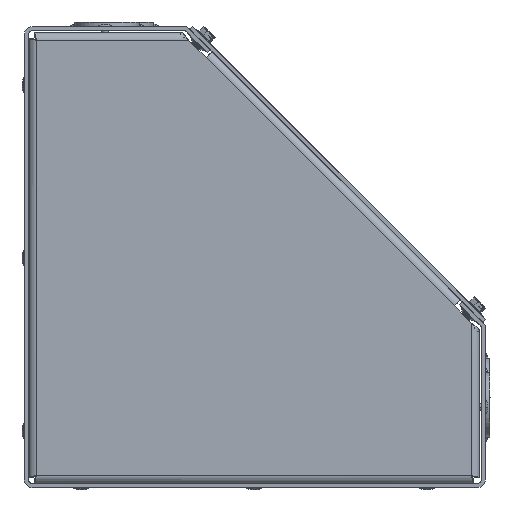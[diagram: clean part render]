
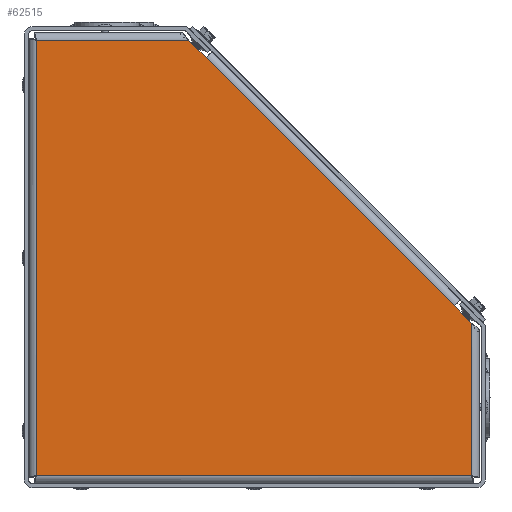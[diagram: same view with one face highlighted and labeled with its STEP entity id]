
A CAD part, left-side view. The second image highlights one B-rep face of the part: STEP entity #62515.
In plain terms, the highlighted face is planar.
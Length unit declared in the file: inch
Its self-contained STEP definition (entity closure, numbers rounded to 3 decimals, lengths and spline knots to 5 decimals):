
#7674 = VECTOR ( 'NONE', #47581, 39.37008 ) ;
#7872 = CARTESIAN_POINT ( 'NONE',  ( 0.0625, 3.01752, -0.54277 ) ) ;
#8207 = VECTOR ( 'NONE', #80250, 39.37008 ) ;
#8477 = DIRECTION ( 'NONE',  ( 1., 0., 0. ) ) ;
#13779 = DIRECTION ( 'NONE',  ( 0., -0.707, 0.707 ) ) ;
#13834 = EDGE_CURVE ( 'NONE', #145845, #109276, #116866, .T. ) ;
#15776 = EDGE_CURVE ( 'NONE', #121989, #100161, #97043, .T. ) ;
#16885 = DIRECTION ( 'NONE',  ( 0., 1., 0. ) ) ;
#20163 = CARTESIAN_POINT ( 'NONE',  ( 0.0625, 3.27442, -4.58908 ) ) ;
#20251 = CARTESIAN_POINT ( 'NONE',  ( 0.0625, 7.32073, -4.84598 ) ) ;
#21335 = LINE ( 'NONE', #24369, #71223 ) ;
#23787 = CARTESIAN_POINT ( 'NONE',  ( 0.0625, 3.0258, -0.53449 ) ) ;
#23999 = EDGE_CURVE ( 'NONE', #74277, #109276, #55354, .T. ) ;
#24369 = CARTESIAN_POINT ( 'NONE',  ( 0.0625, 3.27442, -0.24175 ) ) ;
#25667 = LINE ( 'NONE', #148510, #128654 ) ;
#26721 = CARTESIAN_POINT ( 'NONE',  ( 0.0625, 3.01752, -0.54277 ) ) ;
#27480 = LINE ( 'NONE', #26721, #92639 ) ;
#27683 = ORIENTED_EDGE ( 'NONE', *, *, #64748, .F. ) ;
#28568 = EDGE_CURVE ( 'NONE', #100161, #29561, #25667, .T. ) ;
#28691 = ORIENTED_EDGE ( 'NONE', *, *, #83750, .T. ) ;
#28929 = EDGE_CURVE ( 'NONE', #38726, #145373, #21335, .T. ) ;
#29561 = VERTEX_POINT ( 'NONE', #99663 ) ;
#30843 = DIRECTION ( 'NONE',  ( 0., 0., 1. ) ) ;
#31524 = VECTOR ( 'NONE', #40434, 39.37008 ) ;
#37754 = EDGE_CURVE ( 'NONE', #145373, #121989, #94035, .T. ) ;
#37929 = CARTESIAN_POINT ( 'NONE',  ( 0.0625, 3.27442, -7.7895 ) ) ;
#38726 = VERTEX_POINT ( 'NONE', #87486 ) ;
#40434 = DIRECTION ( 'NONE',  ( 0., -0.707, -0.707 ) ) ;
#43487 = VECTOR ( 'NONE', #13779, 39.37008 ) ;
#47581 = DIRECTION ( 'NONE',  ( 0., -0.707, 0.707 ) ) ;
#52090 = LINE ( 'NONE', #99614, #31524 ) ;
#52277 = EDGE_CURVE ( 'NONE', #29561, #80308, #145354, .T. ) ;
#52344 = ORIENTED_EDGE ( 'NONE', *, *, #28568, .T. ) ;
#55354 = LINE ( 'NONE', #91943, #8207 ) ;
#55947 = DIRECTION ( 'NONE',  ( 0., -1., 0. ) ) ;
#59701 = CARTESIAN_POINT ( 'NONE',  ( 0.0625, 7.62175, -5.147 ) ) ;
#62515 = ADVANCED_FACE ( 'NONE', ( #139306 ), #80879, .T. ) ;
#62531 = DIRECTION ( 'NONE',  ( 0., -0.707, 0.707 ) ) ;
#64748 = EDGE_CURVE ( 'NONE', #145845, #80308, #52090, .T. ) ;
#66564 = ORIENTED_EDGE ( 'NONE', *, *, #52277, .T. ) ;
#71223 = VECTOR ( 'NONE', #130282, 39.37008 ) ;
#74277 = VERTEX_POINT ( 'NONE', #7872 ) ;
#79613 = ORIENTED_EDGE ( 'NONE', *, *, #37754, .T. ) ;
#80250 = DIRECTION ( 'NONE',  ( 0., 0.707, 0.707 ) ) ;
#80308 = VERTEX_POINT ( 'NONE', #20251 ) ;
#80879 = PLANE ( 'NONE',  #110703 ) ;
#81902 = CARTESIAN_POINT ( 'NONE',  ( 0.0625, 7.32901, -4.8377 ) ) ;
#83750 = EDGE_CURVE ( 'NONE', #74277, #38726, #27480, .T. ) ;
#87486 = CARTESIAN_POINT ( 'NONE',  ( 0.0625, 2.7165, -0.24175 ) ) ;
#91943 = CARTESIAN_POINT ( 'NONE',  ( 0.0625, 3.01752, -0.54277 ) ) ;
#92639 = VECTOR ( 'NONE', #62531, 39.37008 ) ;
#94035 = LINE ( 'NONE', #141583, #128604 ) ;
#97043 = LINE ( 'NONE', #37929, #130443 ) ;
#99614 = CARTESIAN_POINT ( 'NONE',  ( 0.0625, 7.42553, -4.74118 ) ) ;
#99663 = CARTESIAN_POINT ( 'NONE',  ( 0.0625, 7.62175, -5.147 ) ) ;
#100161 = VERTEX_POINT ( 'NONE', #131117 ) ;
#109276 = VERTEX_POINT ( 'NONE', #23787 ) ;
#110312 = ORIENTED_EDGE ( 'NONE', *, *, #13834, .T. ) ;
#110703 = AXIS2_PLACEMENT_3D ( 'NONE', #20163, #8477, #55947 ) ;
#115994 = EDGE_LOOP ( 'NONE', ( #141151, #28691, #144398, #79613, #153563, #52344, #66564, #27683, #110312 ) ) ;
#116866 = LINE ( 'NONE', #81902, #7674 ) ;
#121025 = CARTESIAN_POINT ( 'NONE',  ( 0.0625, 7.32901, -4.8377 ) ) ;
#121989 = VERTEX_POINT ( 'NONE', #149114 ) ;
#128604 = VECTOR ( 'NONE', #145970, 39.37008 ) ;
#128654 = VECTOR ( 'NONE', #30843, 39.37008 ) ;
#130282 = DIRECTION ( 'NONE',  ( 0., -1., 0. ) ) ;
#130443 = VECTOR ( 'NONE', #16885, 39.37008 ) ;
#131117 = CARTESIAN_POINT ( 'NONE',  ( 0.0625, 7.62175, -7.7895 ) ) ;
#136981 = CARTESIAN_POINT ( 'NONE',  ( 0.0625, 0.074, -0.24175 ) ) ;
#139306 = FACE_OUTER_BOUND ( 'NONE', #115994, .T. ) ;
#141151 = ORIENTED_EDGE ( 'NONE', *, *, #23999, .F. ) ;
#141583 = CARTESIAN_POINT ( 'NONE',  ( 0.0625, 0.074, -4.58908 ) ) ;
#144398 = ORIENTED_EDGE ( 'NONE', *, *, #28929, .T. ) ;
#145354 = LINE ( 'NONE', #59701, #43487 ) ;
#145373 = VERTEX_POINT ( 'NONE', #136981 ) ;
#145845 = VERTEX_POINT ( 'NONE', #121025 ) ;
#145970 = DIRECTION ( 'NONE',  ( 0., 0., -1. ) ) ;
#148510 = CARTESIAN_POINT ( 'NONE',  ( 0.0625, 7.62175, -4.58908 ) ) ;
#149114 = CARTESIAN_POINT ( 'NONE',  ( 0.0625, 0.074, -7.7895 ) ) ;
#153563 = ORIENTED_EDGE ( 'NONE', *, *, #15776, .T. ) ;
